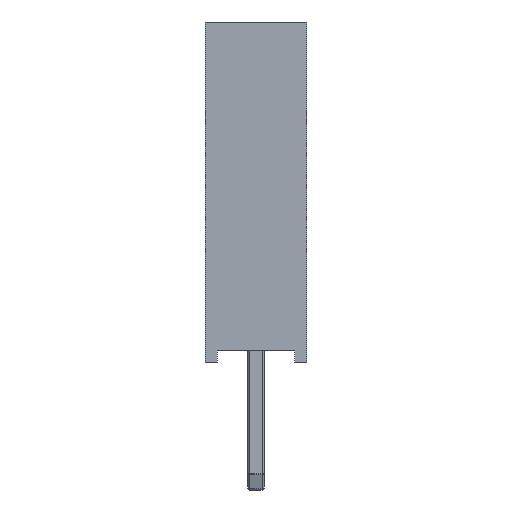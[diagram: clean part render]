
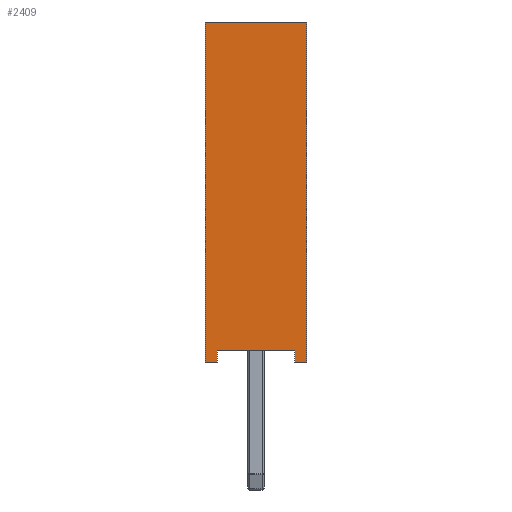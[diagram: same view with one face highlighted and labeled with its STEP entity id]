
A CAD part, left-side view. The second image highlights one B-rep face of the part: STEP entity #2409.
In plain terms, the highlighted planar face has unit normal (-1, 0, 0).
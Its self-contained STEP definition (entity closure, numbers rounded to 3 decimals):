
#313=FACE_OUTER_BOUND('',#464,.T.);
#464=EDGE_LOOP('',(#1565,#1566,#1567,#1568,#1569,#1570,#1571,#1572));
#630=LINE('',#3752,#816);
#632=LINE('',#3758,#818);
#635=LINE('',#3763,#821);
#640=LINE('',#3777,#826);
#641=LINE('',#3780,#827);
#644=LINE('',#3786,#830);
#645=LINE('',#3788,#831);
#646=LINE('',#3789,#832);
#816=VECTOR('',#2940,10.);
#818=VECTOR('',#2944,10.);
#821=VECTOR('',#2949,10.);
#826=VECTOR('',#2964,10.);
#827=VECTOR('',#2967,10.);
#830=VECTOR('',#2972,10.);
#831=VECTOR('',#2973,10.);
#832=VECTOR('',#2974,10.);
#1000=VERTEX_POINT('',#3746);
#1002=VERTEX_POINT('',#3750);
#1003=VERTEX_POINT('',#3754);
#1005=VERTEX_POINT('',#3757);
#1010=VERTEX_POINT('',#3775);
#1011=VERTEX_POINT('',#3779);
#1013=VERTEX_POINT('',#3785);
#1014=VERTEX_POINT('',#3787);
#1198=EDGE_CURVE('',#1000,#1002,#630,.T.);
#1200=EDGE_CURVE('',#1005,#1003,#632,.T.);
#1203=EDGE_CURVE('',#1002,#1005,#635,.T.);
#1212=EDGE_CURVE('',#1003,#1010,#640,.T.);
#1213=EDGE_CURVE('',#1011,#1000,#641,.T.);
#1216=EDGE_CURVE('',#1010,#1013,#644,.T.);
#1217=EDGE_CURVE('',#1014,#1013,#645,.T.);
#1218=EDGE_CURVE('',#1011,#1014,#646,.T.);
#1565=ORIENTED_EDGE('',*,*,#1198,.T.);
#1566=ORIENTED_EDGE('',*,*,#1203,.T.);
#1567=ORIENTED_EDGE('',*,*,#1200,.T.);
#1568=ORIENTED_EDGE('',*,*,#1212,.T.);
#1569=ORIENTED_EDGE('',*,*,#1216,.T.);
#1570=ORIENTED_EDGE('',*,*,#1217,.F.);
#1571=ORIENTED_EDGE('',*,*,#1218,.F.);
#1572=ORIENTED_EDGE('',*,*,#1213,.T.);
#2213=PLANE('',#2617);
#2409=ADVANCED_FACE('',(#313),#2213,.T.);
#2617=AXIS2_PLACEMENT_3D('',#3784,#2970,#2971);
#2940=DIRECTION('',(0.,0.,1.));
#2944=DIRECTION('',(0.,0.,-1.));
#2949=DIRECTION('',(0.,-1.,0.));
#2964=DIRECTION('',(0.,-1.,0.));
#2967=DIRECTION('',(0.,-1.,0.));
#2970=DIRECTION('center_axis',(-1.,0.,0.));
#2971=DIRECTION('ref_axis',(0.,-1.,0.));
#2972=DIRECTION('',(0.,0.,1.));
#2973=DIRECTION('',(0.,-1.,0.));
#2974=DIRECTION('',(0.,0.,1.));
#3746=CARTESIAN_POINT('',(-1.27,0.97,0.));
#3750=CARTESIAN_POINT('',(-1.27,0.97,0.3));
#3752=CARTESIAN_POINT('',(-1.27,0.97,0.));
#3754=CARTESIAN_POINT('',(-1.27,-0.97,0.));
#3757=CARTESIAN_POINT('',(-1.27,-0.97,0.3));
#3758=CARTESIAN_POINT('',(-1.27,-0.97,0.));
#3763=CARTESIAN_POINT('',(-1.27,0.635,0.3));
#3775=CARTESIAN_POINT('',(-1.27,-1.27,0.));
#3777=CARTESIAN_POINT('',(-1.27,1.27,0.));
#3779=CARTESIAN_POINT('',(-1.27,1.27,0.));
#3780=CARTESIAN_POINT('',(-1.27,1.27,0.));
#3784=CARTESIAN_POINT('Origin',(-1.27,1.27,0.));
#3785=CARTESIAN_POINT('',(-1.27,-1.27,8.5));
#3786=CARTESIAN_POINT('',(-1.27,-1.27,0.));
#3787=CARTESIAN_POINT('',(-1.27,1.27,8.5));
#3788=CARTESIAN_POINT('',(-1.27,1.27,8.5));
#3789=CARTESIAN_POINT('',(-1.27,1.27,0.));
